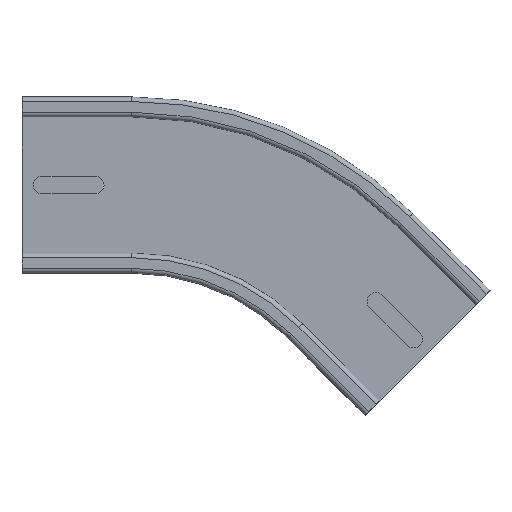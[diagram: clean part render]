
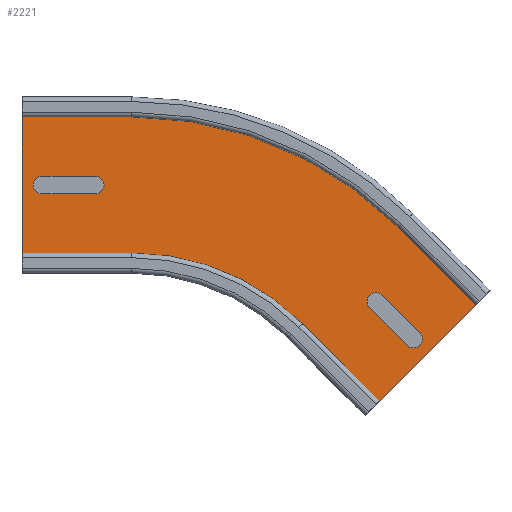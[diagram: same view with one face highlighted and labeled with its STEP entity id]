
A CAD part, top view. The second image highlights one B-rep face of the part: STEP entity #2221.
In plain terms, the highlighted planar face has unit normal (0, 0, 1).
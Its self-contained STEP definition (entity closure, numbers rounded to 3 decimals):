
#173=FACE_OUTER_BOUND('',#307,.T.);
#307=EDGE_LOOP('',(#1747,#1748,#1749,#1750,#1751,#1752,#1753,#1754));
#466=CIRCLE('',#2463,102.6);
#468=CIRCLE('',#2466,176.8);
#607=LINE('',#3624,#787);
#645=LINE('',#3746,#825);
#648=LINE('',#3759,#828);
#651=LINE('',#3794,#831);
#652=LINE('',#3796,#832);
#653=LINE('',#3797,#833);
#787=VECTOR('',#2832,1.);
#825=VECTOR('',#2952,1.);
#828=VECTOR('',#2969,1.);
#831=VECTOR('',#3016,1.);
#832=VECTOR('',#3017,1.);
#833=VECTOR('',#3018,1.);
#995=VERTEX_POINT('',#3621);
#996=VERTEX_POINT('',#3623);
#1039=VERTEX_POINT('',#3745);
#1042=VERTEX_POINT('',#3757);
#1050=VERTEX_POINT('',#3787);
#1051=VERTEX_POINT('',#3791);
#1052=VERTEX_POINT('',#3793);
#1053=VERTEX_POINT('',#3795);
#1236=EDGE_CURVE('',#995,#996,#607,.T.);
#1297=EDGE_CURVE('',#996,#1039,#645,.T.);
#1304=EDGE_CURVE('',#995,#1042,#648,.T.);
#1318=EDGE_CURVE('',#1050,#1039,#466,.T.);
#1320=EDGE_CURVE('',#1051,#1042,#468,.T.);
#1321=EDGE_CURVE('',#1051,#1052,#651,.T.);
#1322=EDGE_CURVE('',#1053,#1052,#652,.T.);
#1323=EDGE_CURVE('',#1050,#1053,#653,.T.);
#1747=ORIENTED_EDGE('',*,*,#1320,.F.);
#1748=ORIENTED_EDGE('',*,*,#1321,.T.);
#1749=ORIENTED_EDGE('',*,*,#1322,.F.);
#1750=ORIENTED_EDGE('',*,*,#1323,.F.);
#1751=ORIENTED_EDGE('',*,*,#1318,.T.);
#1752=ORIENTED_EDGE('',*,*,#1297,.F.);
#1753=ORIENTED_EDGE('',*,*,#1236,.F.);
#1754=ORIENTED_EDGE('',*,*,#1304,.T.);
#2142=PLANE('',#2465);
#2221=ADVANCED_FACE('',(#173),#2142,.T.);
#2463=AXIS2_PLACEMENT_3D('',#3788,#3008,#3009);
#2465=AXIS2_PLACEMENT_3D('',#3790,#3012,#3013);
#2466=AXIS2_PLACEMENT_3D('',#3792,#3014,#3015);
#2832=DIRECTION('',(-0.707,-0.707,0.));
#2952=DIRECTION('',(-0.707,0.707,0.));
#2969=DIRECTION('',(-0.707,0.707,0.));
#3008=DIRECTION('center_axis',(0.,0.,
-1.));
#3009=DIRECTION('ref_axis',(0.,1.,0.));
#3012=DIRECTION('center_axis',(0.,0.,1.));
#3013=DIRECTION('ref_axis',(0.,1.,0.));
#3014=DIRECTION('center_axis',(0.,0.,
-1.));
#3015=DIRECTION('ref_axis',(0.,1.,0.));
#3016=DIRECTION('',(-1.,0.,0.));
#3017=DIRECTION('',(0.,1.,0.));
#3018=DIRECTION('',(-1.,0.,0.));
#3621=CARTESIAN_POINT('',(228.228,-0.315,0.6));
#3623=CARTESIAN_POINT('',(175.761,-52.782,0.6));
#3624=CARTESIAN_POINT('',(212.389,-16.154,0.6));
#3745=CARTESIAN_POINT('',(140.901,-17.922,0.6));
#3746=CARTESIAN_POINT('',(175.761,-52.782,0.6));
#3757=CARTESIAN_POINT('',(193.368,34.545,0.6));
#3759=CARTESIAN_POINT('',(228.228,-0.315,0.6));
#3787=CARTESIAN_POINT('',(68.351,12.129,0.6));
#3788=CARTESIAN_POINT('Origin',(68.351,-90.471,0.6));
#3790=CARTESIAN_POINT('Origin',(68.351,12.129,0.6));
#3791=CARTESIAN_POINT('',(68.351,86.329,0.6));
#3792=CARTESIAN_POINT('Origin',(68.351,-90.471,0.6));
#3793=CARTESIAN_POINT('',(19.051,86.329,0.6));
#3794=CARTESIAN_POINT('',(68.351,86.329,0.6));
#3795=CARTESIAN_POINT('',(19.051,12.129,0.6));
#3796=CARTESIAN_POINT('',(19.051,12.129,0.6));
#3797=CARTESIAN_POINT('',(68.351,12.129,0.6));
